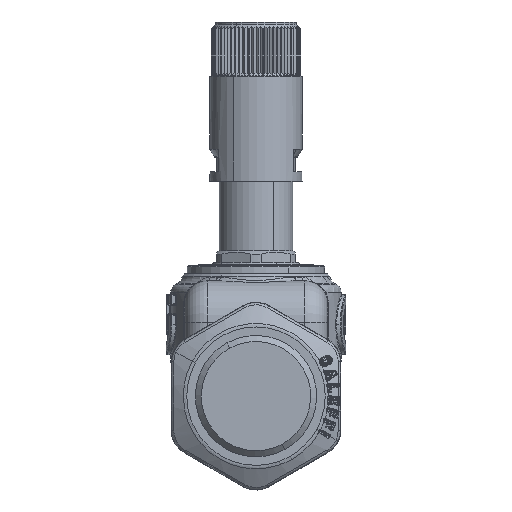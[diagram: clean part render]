
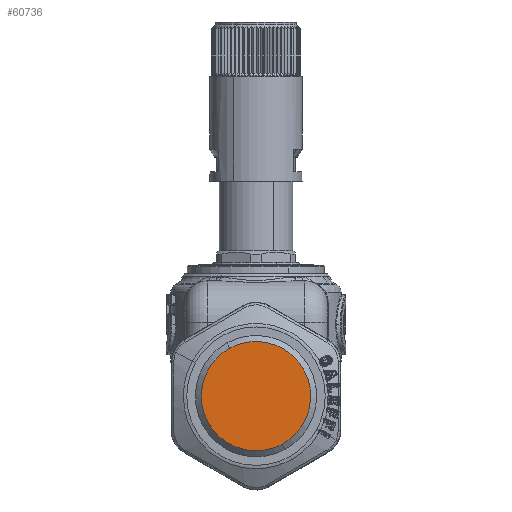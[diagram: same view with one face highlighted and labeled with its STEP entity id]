
A CAD part, front view. The second image highlights one B-rep face of the part: STEP entity #60736.
In plain terms, the highlighted planar face has unit normal (0, -1, 0).
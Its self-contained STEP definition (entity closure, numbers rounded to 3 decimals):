
#60713=CARTESIAN_POINT('Axis2P3D Location',(0.,-64.,-11.85)) ;
#60718=CARTESIAN_POINT('Axis2P3D Location',(0.,-64.,0.)) ;
#60722=CARTESIAN_POINT('Vertex',(-5.681,-64.,10.399)) ;
#60724=CARTESIAN_POINT('Vertex',(5.681,-64.,-10.399)) ;
#60727=CARTESIAN_POINT('Axis2P3D Location',(0.,-64.,0.)) ;
#60714=DIRECTION('Axis2P3D Direction',(0.,-1.,0.)) ;
#60715=DIRECTION('Axis2P3D XDirection',(1.,0.,0.)) ;
#60719=DIRECTION('Axis2P3D Direction',(0.,-1.,0.)) ;
#60728=DIRECTION('Axis2P3D Direction',(0.,-1.,0.)) ;
#60716=AXIS2_PLACEMENT_3D('Plane Axis2P3D',#60713,#60714,#60715) ;
#60720=AXIS2_PLACEMENT_3D('Circle Axis2P3D',#60718,#60719,$) ;
#60729=AXIS2_PLACEMENT_3D('Circle Axis2P3D',#60727,#60728,$) ;
#60721=CIRCLE('generated circle',#60720,11.85) ;
#60730=CIRCLE('generated circle',#60729,11.85) ;
#60717=PLANE('',#60716) ;
#60726=EDGE_CURVE('',#60723,#60725,#60721,.T.) ;
#60731=EDGE_CURVE('',#60725,#60723,#60730,.T.) ;
#60733=ORIENTED_EDGE('',*,*,#60726,.T.) ;
#60734=ORIENTED_EDGE('',*,*,#60731,.T.) ;
#60732=EDGE_LOOP('',(#60733,#60734)) ;
#60723=VERTEX_POINT('',#60722) ;
#60725=VERTEX_POINT('',#60724) ;
#60736=ADVANCED_FACE('PartBody',(#60735),#60717,.T.) ;
#60735=FACE_OUTER_BOUND('',#60732,.T.) ;
